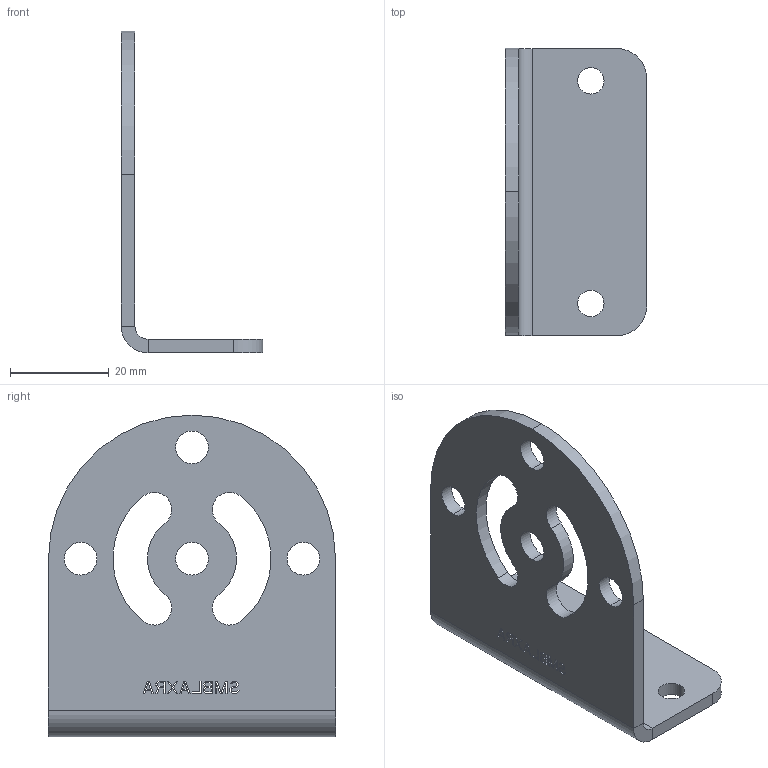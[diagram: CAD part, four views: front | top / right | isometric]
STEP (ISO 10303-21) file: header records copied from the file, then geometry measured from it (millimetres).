
FILE_DESCRIPTION((''),'2;1');
FILE_NAME('155383_SW','2011-05-05T',('banengservice'),('BANNER ENGINEERING'),'PRO/ENGINEER BY PARAMETRIC TECHNOLOGY CORPORATION, 2009141','PRO/ENGINEER BY PARAMETRIC TECHNOLOGY CORPORATION, 2009141','');
FILE_SCHEMA(('CONFIG_CONTROL_DESIGN'));
Length unit declared in the file: inch
Products named in the file (1): 155383_SW
Bounding box: 28.6 x 58 x 65 mm (x, y, z)
Volume: 11619.4 mm3; surface area: 10126.4 mm2
Topology: 6 solids, 6 shells, 219 faces, 613 edges, 406 vertices
Faces by surface type: plane 193, cylinder 26
Entity records: 7029 total; most frequent: CARTESIAN_POINT 1238, ORIENTED_EDGE 1226, DIRECTION 1103, EDGE_CURVE 613, VECTOR 561, LINE 561, VERTEX_POINT 406, AXIS2_PLACEMENT_3D 271
